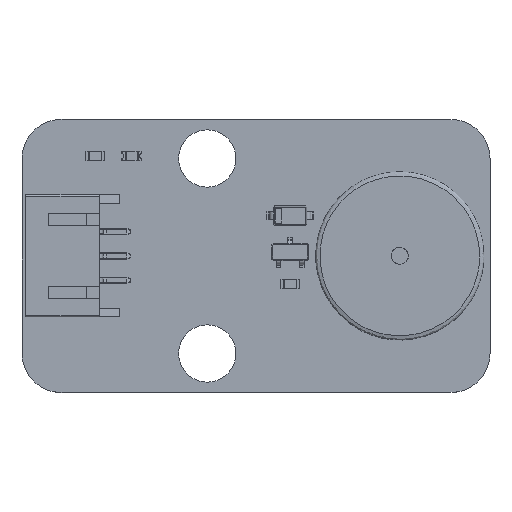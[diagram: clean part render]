
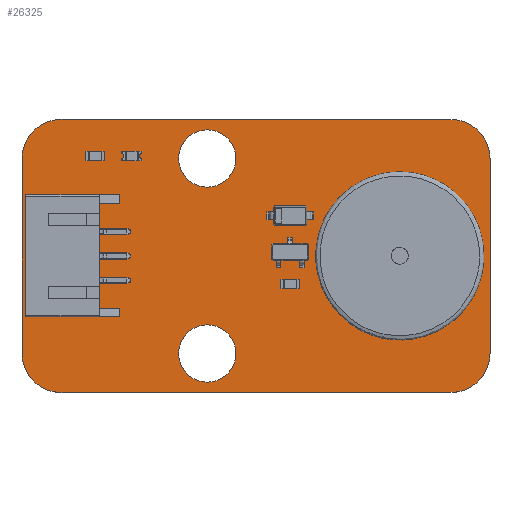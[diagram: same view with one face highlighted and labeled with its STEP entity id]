
A CAD part, top view. The second image highlights one B-rep face of the part: STEP entity #26325.
In plain terms, the highlighted planar face has unit normal (0, 0, 1).
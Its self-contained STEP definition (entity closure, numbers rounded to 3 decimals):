
#26132 = VERTEX_POINT('',#26133);
#26133 = CARTESIAN_POINT('',(136.195,103.5,1.6));
#26139 = EDGE_CURVE('',#26132,#26140,#26142,.T.);
#26140 = VERTEX_POINT('',#26141);
#26141 = CARTESIAN_POINT('',(139.395,100.3,1.6));
#26142 = CIRCLE('',#26143,3.2);
#26143 = AXIS2_PLACEMENT_3D('',#26144,#26145,#26146);
#26144 = CARTESIAN_POINT('',(136.195,100.3,1.6));
#26145 = DIRECTION('',(0.,0.,-1.));
#26146 = DIRECTION('',(0.,1.,0.));
#26174 = VERTEX_POINT('',#26175);
#26175 = CARTESIAN_POINT('',(104.195,103.5,1.6));
#26181 = EDGE_CURVE('',#26174,#26132,#26182,.T.);
#26182 = LINE('',#26183,#26184);
#26183 = CARTESIAN_POINT('',(104.195,103.5,1.6));
#26184 = VECTOR('',#26185,1.);
#26185 = DIRECTION('',(1.,0.,0.));
#26203 = EDGE_CURVE('',#26140,#26204,#26206,.T.);
#26204 = VERTEX_POINT('',#26205);
#26205 = CARTESIAN_POINT('',(139.395,84.3,1.6));
#26206 = LINE('',#26207,#26208);
#26207 = CARTESIAN_POINT('',(139.395,100.3,1.6));
#26208 = VECTOR('',#26209,1.);
#26209 = DIRECTION('',(0.,-1.,0.));
#26325 = ADVANCED_FACE('',(#26326,#26372,#26383,#26394,#26405),#26416,
  .T.);
#26326 = FACE_BOUND('',#26327,.T.);
#26327 = EDGE_LOOP('',(#26328,#26329,#26330,#26339,#26347,#26356,#26364,
    #26371));
#26328 = ORIENTED_EDGE('',*,*,#26139,.F.);
#26329 = ORIENTED_EDGE('',*,*,#26181,.F.);
#26330 = ORIENTED_EDGE('',*,*,#26331,.F.);
#26331 = EDGE_CURVE('',#26332,#26174,#26334,.T.);
#26332 = VERTEX_POINT('',#26333);
#26333 = CARTESIAN_POINT('',(100.995,100.3,1.6));
#26334 = CIRCLE('',#26335,3.2);
#26335 = AXIS2_PLACEMENT_3D('',#26336,#26337,#26338);
#26336 = CARTESIAN_POINT('',(104.195,100.3,1.6));
#26337 = DIRECTION('',(0.,0.,-1.));
#26338 = DIRECTION('',(-1.,0.,-0.));
#26339 = ORIENTED_EDGE('',*,*,#26340,.F.);
#26340 = EDGE_CURVE('',#26341,#26332,#26343,.T.);
#26341 = VERTEX_POINT('',#26342);
#26342 = CARTESIAN_POINT('',(100.995,84.3,1.6));
#26343 = LINE('',#26344,#26345);
#26344 = CARTESIAN_POINT('',(100.995,84.3,1.6));
#26345 = VECTOR('',#26346,1.);
#26346 = DIRECTION('',(0.,1.,0.));
#26347 = ORIENTED_EDGE('',*,*,#26348,.F.);
#26348 = EDGE_CURVE('',#26349,#26341,#26351,.T.);
#26349 = VERTEX_POINT('',#26350);
#26350 = CARTESIAN_POINT('',(104.195,81.1,1.6));
#26351 = CIRCLE('',#26352,3.2);
#26352 = AXIS2_PLACEMENT_3D('',#26353,#26354,#26355);
#26353 = CARTESIAN_POINT('',(104.195,84.3,1.6));
#26354 = DIRECTION('',(0.,0.,-1.));
#26355 = DIRECTION('',(0.,-1.,0.));
#26356 = ORIENTED_EDGE('',*,*,#26357,.F.);
#26357 = EDGE_CURVE('',#26358,#26349,#26360,.T.);
#26358 = VERTEX_POINT('',#26359);
#26359 = CARTESIAN_POINT('',(136.195,81.1,1.6));
#26360 = LINE('',#26361,#26362);
#26361 = CARTESIAN_POINT('',(136.195,81.1,1.6));
#26362 = VECTOR('',#26363,1.);
#26363 = DIRECTION('',(-1.,0.,0.));
#26364 = ORIENTED_EDGE('',*,*,#26365,.F.);
#26365 = EDGE_CURVE('',#26204,#26358,#26366,.T.);
#26366 = CIRCLE('',#26367,3.2);
#26367 = AXIS2_PLACEMENT_3D('',#26368,#26369,#26370);
#26368 = CARTESIAN_POINT('',(136.195,84.3,1.6));
#26369 = DIRECTION('',(0.,0.,-1.));
#26370 = DIRECTION('',(1.,0.,0.));
#26371 = ORIENTED_EDGE('',*,*,#26203,.F.);
#26372 = FACE_BOUND('',#26373,.T.);
#26373 = EDGE_LOOP('',(#26374));
#26374 = ORIENTED_EDGE('',*,*,#26375,.T.);
#26375 = EDGE_CURVE('',#26376,#26376,#26378,.T.);
#26376 = VERTEX_POINT('',#26377);
#26377 = CARTESIAN_POINT('',(116.195,81.95,1.6));
#26378 = CIRCLE('',#26379,2.35);
#26379 = AXIS2_PLACEMENT_3D('',#26380,#26381,#26382);
#26380 = CARTESIAN_POINT('',(116.195,84.3,1.6));
#26381 = DIRECTION('',(-0.,0.,-1.));
#26382 = DIRECTION('',(-0.,-1.,0.));
#26383 = FACE_BOUND('',#26384,.T.);
#26384 = EDGE_LOOP('',(#26385));
#26385 = ORIENTED_EDGE('',*,*,#26386,.T.);
#26386 = EDGE_CURVE('',#26387,#26387,#26389,.T.);
#26387 = VERTEX_POINT('',#26388);
#26388 = CARTESIAN_POINT('',(135.795,91.875,1.6));
#26389 = CIRCLE('',#26390,0.425);
#26390 = AXIS2_PLACEMENT_3D('',#26391,#26392,#26393);
#26391 = CARTESIAN_POINT('',(135.795,92.3,1.6));
#26392 = DIRECTION('',(-0.,0.,-1.));
#26393 = DIRECTION('',(0.,-1.,0.));
#26394 = FACE_BOUND('',#26395,.T.);
#26395 = EDGE_LOOP('',(#26396));
#26396 = ORIENTED_EDGE('',*,*,#26397,.T.);
#26397 = EDGE_CURVE('',#26398,#26398,#26400,.T.);
#26398 = VERTEX_POINT('',#26399);
#26399 = CARTESIAN_POINT('',(116.195,97.95,1.6));
#26400 = CIRCLE('',#26401,2.35);
#26401 = AXIS2_PLACEMENT_3D('',#26402,#26403,#26404);
#26402 = CARTESIAN_POINT('',(116.195,100.3,1.6));
#26403 = DIRECTION('',(-0.,0.,-1.));
#26404 = DIRECTION('',(-0.,-1.,0.));
#26405 = FACE_BOUND('',#26406,.T.);
#26406 = EDGE_LOOP('',(#26407));
#26407 = ORIENTED_EDGE('',*,*,#26408,.T.);
#26408 = EDGE_CURVE('',#26409,#26409,#26411,.T.);
#26409 = VERTEX_POINT('',#26410);
#26410 = CARTESIAN_POINT('',(128.195,91.875,1.6));
#26411 = CIRCLE('',#26412,0.425);
#26412 = AXIS2_PLACEMENT_3D('',#26413,#26414,#26415);
#26413 = CARTESIAN_POINT('',(128.195,92.3,1.6));
#26414 = DIRECTION('',(-0.,0.,-1.));
#26415 = DIRECTION('',(-0.,-1.,0.));
#26416 = PLANE('',#26417);
#26417 = AXIS2_PLACEMENT_3D('',#26418,#26419,#26420);
#26418 = CARTESIAN_POINT('',(0.,0.,1.6));
#26419 = DIRECTION('',(0.,0.,1.));
#26420 = DIRECTION('',(1.,0.,-0.));
